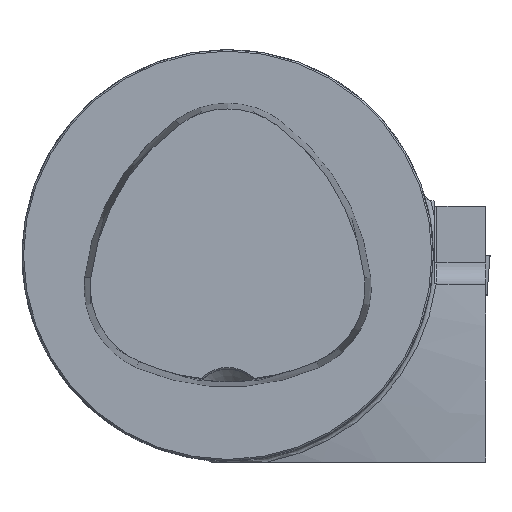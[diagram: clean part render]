
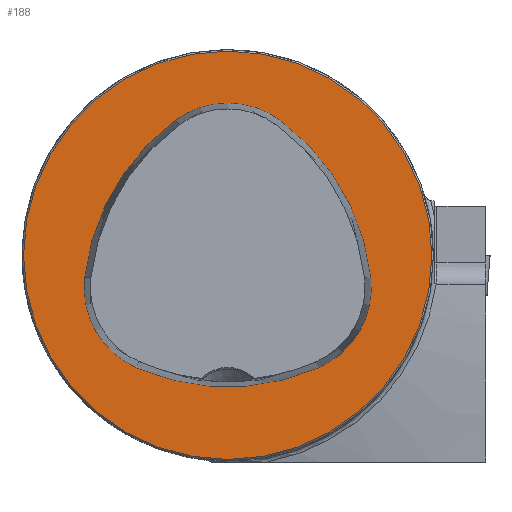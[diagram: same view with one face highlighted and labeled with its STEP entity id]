
A CAD part, top view. The second image highlights one B-rep face of the part: STEP entity #188.
In plain terms, the highlighted planar face has unit normal (0, 0, 1).
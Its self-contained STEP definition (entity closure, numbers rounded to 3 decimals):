
#102=FACE_BOUND('',#449,.T.);
#103=FACE_BOUND('',#450,.T.);
#188=ADVANCED_FACE('CU_E_LO_SU_1',(#102,#103),#281,.T.);
#281=PLANE('',#2032);
#449=EDGE_LOOP('',(#1028,#1029,#1030,#1031,#1032,#1033));
#450=EDGE_LOOP('',(#1034));
#551=CIRCLE('',#2023,44.075);
#553=CIRCLE('',#2026,44.075);
#554=CIRCLE('',#2027,17.075);
#555=CIRCLE('',#2028,44.075);
#556=CIRCLE('',#2029,17.075);
#557=CIRCLE('',#2030,17.075);
#558=CIRCLE('',#2031,39.7);
#1028=ORIENTED_EDGE('',*,*,#1719,.F.);
#1029=ORIENTED_EDGE('',*,*,#1720,.F.);
#1030=ORIENTED_EDGE('',*,*,#1721,.F.);
#1031=ORIENTED_EDGE('',*,*,#1722,.F.);
#1032=ORIENTED_EDGE('',*,*,#1716,.F.);
#1033=ORIENTED_EDGE('',*,*,#1723,.F.);
#1034=ORIENTED_EDGE('',*,*,#1724,.T.);
#1522=VERTEX_POINT('',#3229);
#1523=VERTEX_POINT('',#3231);
#1525=VERTEX_POINT('',#3237);
#1526=VERTEX_POINT('',#3238);
#1527=VERTEX_POINT('',#3240);
#1528=VERTEX_POINT('',#3242);
#1529=VERTEX_POINT('',#3246);
#1716=EDGE_CURVE('',#1522,#1523,#551,.T.);
#1719=EDGE_CURVE('',#1525,#1526,#553,.T.);
#1720=EDGE_CURVE('',#1527,#1525,#554,.T.);
#1721=EDGE_CURVE('',#1528,#1527,#555,.T.);
#1722=EDGE_CURVE('',#1523,#1528,#556,.T.);
#1723=EDGE_CURVE('',#1526,#1522,#557,.T.);
#1724=EDGE_CURVE('',#1529,#1529,#558,.T.);
#2023=AXIS2_PLACEMENT_3D('',#3230,#2294,#2295);
#2026=AXIS2_PLACEMENT_3D('',#3236,#2301,#2302);
#2027=AXIS2_PLACEMENT_3D('',#3239,#2303,#2304);
#2028=AXIS2_PLACEMENT_3D('',#3241,#2305,#2306);
#2029=AXIS2_PLACEMENT_3D('',#3243,#2307,#2308);
#2030=AXIS2_PLACEMENT_3D('',#3244,#2309,#2310);
#2031=AXIS2_PLACEMENT_3D('',#3245,#2311,#2312);
#2032=AXIS2_PLACEMENT_3D('',#3247,#2313,#2314);
#2294=DIRECTION('',(0.,0.,1.));
#2295=DIRECTION('',(1.,0.,0.));
#2301=DIRECTION('',(0.,0.,1.));
#2302=DIRECTION('',(1.,0.,0.));
#2303=DIRECTION('',(0.,0.,1.));
#2304=DIRECTION('',(1.,0.,0.));
#2305=DIRECTION('',(0.,0.,1.));
#2306=DIRECTION('',(1.,0.,0.));
#2307=DIRECTION('',(0.,0.,1.));
#2308=DIRECTION('',(1.,0.,0.));
#2309=DIRECTION('',(0.,0.,1.));
#2310=DIRECTION('',(1.,0.,0.));
#2311=DIRECTION('',(0.,0.,1.));
#2312=DIRECTION('',(1.,0.,0.));
#2313=DIRECTION('',(0.,0.,1.));
#2314=DIRECTION('',(1.,0.,0.));
#3229=CARTESIAN_POINT('',(-17.691,-21.869,0.));
#3230=CARTESIAN_POINT('',(0.,18.5,0.));
#3231=CARTESIAN_POINT('',(17.691,-21.869,0.));
#3236=CARTESIAN_POINT('',(15.993,-9.254,0.));
#3237=CARTESIAN_POINT('',(-10.114,26.257,0.));
#3238=CARTESIAN_POINT('',(-27.805,-4.317,0.));
#3239=CARTESIAN_POINT('',(0.,12.5,0.));
#3240=CARTESIAN_POINT('',(10.114,26.257,0.));
#3241=CARTESIAN_POINT('',(-15.993,-9.254,0.));
#3242=CARTESIAN_POINT('',(27.805,-4.317,0.));
#3243=CARTESIAN_POINT('',(10.837,-6.23,0.));
#3244=CARTESIAN_POINT('',(-10.837,-6.23,0.));
#3245=CARTESIAN_POINT('',(0.,0.,0.));
#3246=CARTESIAN_POINT('',(39.7,0.,0.));
#3247=CARTESIAN_POINT('',(0.,0.,0.));
